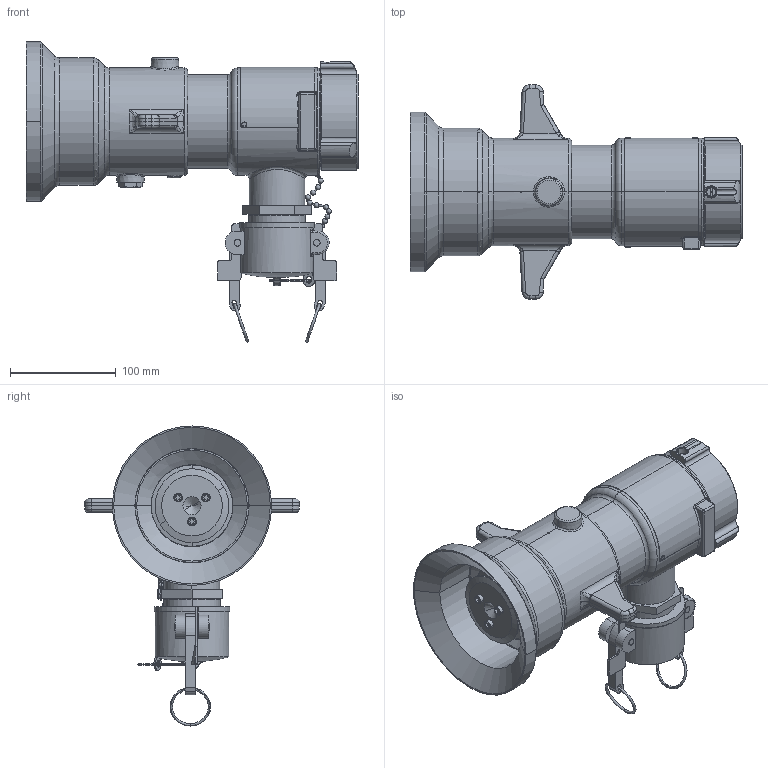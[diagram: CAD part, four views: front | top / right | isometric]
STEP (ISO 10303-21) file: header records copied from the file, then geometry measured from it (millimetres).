
FILE_DESCRIPTION((''),'2;1');
FILE_NAME('44700001_07','2015-07-16T',('sobri'),(''),'PRO/ENGINEER BY PARAMETRIC TECHNOLOGY CORPORATION, 2011180','PRO/ENGINEER BY PARAMETRIC TECHNOLOGY CORPORATION, 2011180','');
FILE_SCHEMA(('CONFIG_CONTROL_DESIGN'));
Length unit declared in the file: inch
Products named in the file (1): 44700001_07
Bounding box: 313.99 x 203.2 x 283.85 mm (x, y, z)
Surface area: 396181.5 mm2 (no closed solid volume)
Topology: 0 solids, 49 shells, 968 faces, 2654 edges, 1650 vertices
Faces by surface type: cylinder 274, bspline 244, plane 222, torus 104, cone 80, sphere 44
Entity records: 60524 total; most frequent: CARTESIAN_POINT 38433, ORIENTED_EDGE 4773, DIRECTION 4167, EDGE_CURVE 2578, AXIS2_PLACEMENT_3D 1713, VERTEX_POINT 1650, EDGE_LOOP 1050, CIRCLE 989
